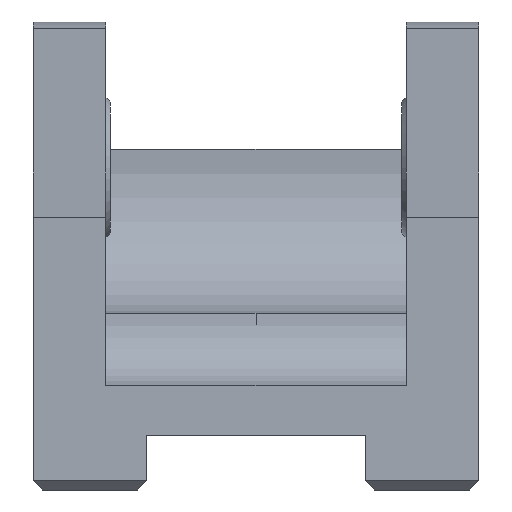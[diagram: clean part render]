
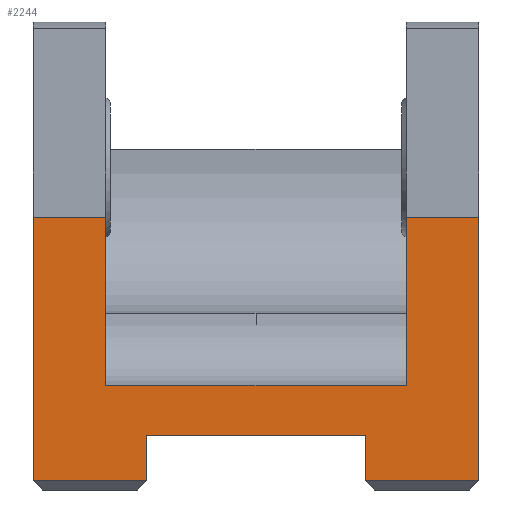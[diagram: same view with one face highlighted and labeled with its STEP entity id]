
A CAD part, front view. The second image highlights one B-rep face of the part: STEP entity #2244.
In plain terms, the highlighted planar face has unit normal (0, -1, 0).
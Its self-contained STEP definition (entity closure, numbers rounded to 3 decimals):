
#153=FACE_OUTER_BOUND('',#276,.T.);
#276=EDGE_LOOP('',(#1673,#1674,#1675,#1676,#1677,#1678,#1679,#1680,#1681,
#1682,#1683,#1684));
#484=LINE('',#3386,#757);
#494=LINE('',#3407,#767);
#498=LINE('',#3413,#771);
#499=LINE('',#3415,#772);
#500=LINE('',#3417,#773);
#501=LINE('',#3419,#774);
#502=LINE('',#3421,#775);
#503=LINE('',#3423,#776);
#504=LINE('',#3425,#777);
#505=LINE('',#3427,#778);
#506=LINE('',#3429,#779);
#507=LINE('',#3430,#780);
#757=VECTOR('',#2743,10.);
#767=VECTOR('',#2759,10.);
#771=VECTOR('',#2767,10.);
#772=VECTOR('',#2768,10.);
#773=VECTOR('',#2769,10.);
#774=VECTOR('',#2770,10.);
#775=VECTOR('',#2771,10.);
#776=VECTOR('',#2772,10.);
#777=VECTOR('',#2773,10.);
#778=VECTOR('',#2774,10.);
#779=VECTOR('',#2775,10.);
#780=VECTOR('',#2776,10.);
#998=VERTEX_POINT('',#3383);
#999=VERTEX_POINT('',#3385);
#1003=VERTEX_POINT('',#3394);
#1007=VERTEX_POINT('',#3406);
#1008=VERTEX_POINT('',#3414);
#1009=VERTEX_POINT('',#3416);
#1010=VERTEX_POINT('',#3418);
#1011=VERTEX_POINT('',#3420);
#1012=VERTEX_POINT('',#3422);
#1013=VERTEX_POINT('',#3424);
#1014=VERTEX_POINT('',#3426);
#1015=VERTEX_POINT('',#3428);
#1252=EDGE_CURVE('',#999,#998,#484,.T.);
#1262=EDGE_CURVE('',#1003,#1007,#494,.T.);
#1266=EDGE_CURVE('',#1003,#999,#498,.T.);
#1267=EDGE_CURVE('',#998,#1008,#499,.T.);
#1268=EDGE_CURVE('',#1009,#1008,#500,.T.);
#1269=EDGE_CURVE('',#1010,#1009,#501,.T.);
#1270=EDGE_CURVE('',#1011,#1010,#502,.T.);
#1271=EDGE_CURVE('',#1011,#1012,#503,.T.);
#1272=EDGE_CURVE('',#1012,#1013,#504,.T.);
#1273=EDGE_CURVE('',#1013,#1014,#505,.T.);
#1274=EDGE_CURVE('',#1015,#1014,#506,.T.);
#1275=EDGE_CURVE('',#1007,#1015,#507,.T.);
#1673=ORIENTED_EDGE('',*,*,#1262,.F.);
#1674=ORIENTED_EDGE('',*,*,#1266,.T.);
#1675=ORIENTED_EDGE('',*,*,#1252,.T.);
#1676=ORIENTED_EDGE('',*,*,#1267,.T.);
#1677=ORIENTED_EDGE('',*,*,#1268,.F.);
#1678=ORIENTED_EDGE('',*,*,#1269,.F.);
#1679=ORIENTED_EDGE('',*,*,#1270,.F.);
#1680=ORIENTED_EDGE('',*,*,#1271,.T.);
#1681=ORIENTED_EDGE('',*,*,#1272,.T.);
#1682=ORIENTED_EDGE('',*,*,#1273,.T.);
#1683=ORIENTED_EDGE('',*,*,#1274,.F.);
#1684=ORIENTED_EDGE('',*,*,#1275,.F.);
#2140=PLANE('',#2397);
#2244=ADVANCED_FACE('',(#153),#2140,.T.);
#2397=AXIS2_PLACEMENT_3D('',#3412,#2765,#2766);
#2743=DIRECTION('',(1.,0.,0.));
#2759=DIRECTION('',(-1.,0.,0.));
#2765=DIRECTION('center_axis',(0.,-1.,0.));
#2766=DIRECTION('ref_axis',(0.,0.,-1.));
#2767=DIRECTION('',(0.,0.,1.));
#2768=DIRECTION('',(0.,0.,-1.));
#2769=DIRECTION('',(-1.,0.,0.));
#2770=DIRECTION('',(0.,0.,-1.));
#2771=DIRECTION('',(1.,0.,0.));
#2772=DIRECTION('',(0.,0.,-1.));
#2773=DIRECTION('',(-1.,0.,0.));
#2774=DIRECTION('',(0.,0.,1.));
#2775=DIRECTION('',(1.,0.,0.));
#2776=DIRECTION('',(0.,0.,1.));
#3383=CARTESIAN_POINT('',(6.,-45.,0.));
#3385=CARTESIAN_POINT('',(-6.,-45.,0.));
#3386=CARTESIAN_POINT('',(0.,-45.,0.));
#3394=CARTESIAN_POINT('',(-6.,-45.,-2.5));
#3406=CARTESIAN_POINT('',(-12.25,-45.,-2.5));
#3407=CARTESIAN_POINT('',(0.,-45.,-2.5));
#3412=CARTESIAN_POINT('Origin',(0.,-45.,12.));
#3413=CARTESIAN_POINT('',(-6.,-45.,5.25));
#3414=CARTESIAN_POINT('',(6.,-45.,-2.5));
#3415=CARTESIAN_POINT('',(6.,-45.,5.25));
#3416=CARTESIAN_POINT('',(12.25,-45.,-2.5));
#3417=CARTESIAN_POINT('',(0.,-45.,-2.5));
#3418=CARTESIAN_POINT('',(12.25,-45.,12.));
#3419=CARTESIAN_POINT('',(12.25,-45.,-3.));
#3420=CARTESIAN_POINT('',(8.25,-45.,12.));
#3421=CARTESIAN_POINT('',(0.,-45.,12.));
#3422=CARTESIAN_POINT('',(8.25,-45.,2.73));
#3423=CARTESIAN_POINT('',(8.25,-45.,12.365));
#3424=CARTESIAN_POINT('',(-8.25,-45.,2.73));
#3425=CARTESIAN_POINT('',(0.,-45.,2.73));
#3426=CARTESIAN_POINT('',(-8.25,-45.,12.));
#3427=CARTESIAN_POINT('',(-8.25,-45.,12.365));
#3428=CARTESIAN_POINT('',(-12.25,-45.,12.));
#3429=CARTESIAN_POINT('',(0.,-45.,12.));
#3430=CARTESIAN_POINT('',(-12.25,-45.,-3.));
